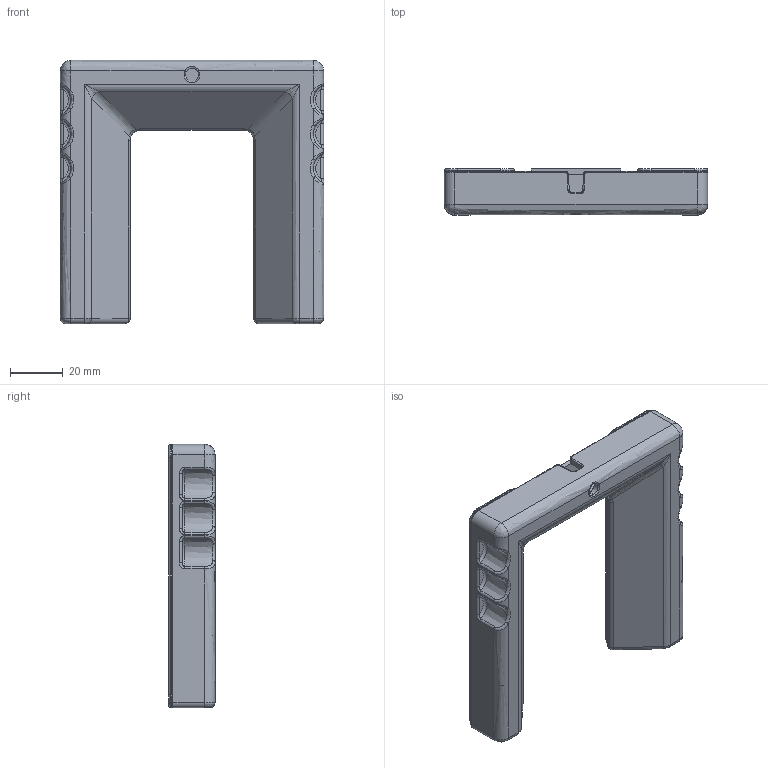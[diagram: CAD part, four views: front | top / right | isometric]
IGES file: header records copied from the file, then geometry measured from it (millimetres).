
Start section: ------------------------------------------------------------------------
Global section: file name: PC50.22208.TM_322_100_24173.igs; native system: spGate; preprocessor: ver17.5.1; author: Unknown; organization: Unknown; date: 210316.135651; units: millimetre
Bounding box: 100 x 17.5 x 100 mm (x, y, z)
Volume: 84376.6 mm3; surface area: 21319.4 mm2
Topology: 1 solids, 1 shells, 224 faces, 531 edges, 302 vertices
Faces by surface type: bspline 224
